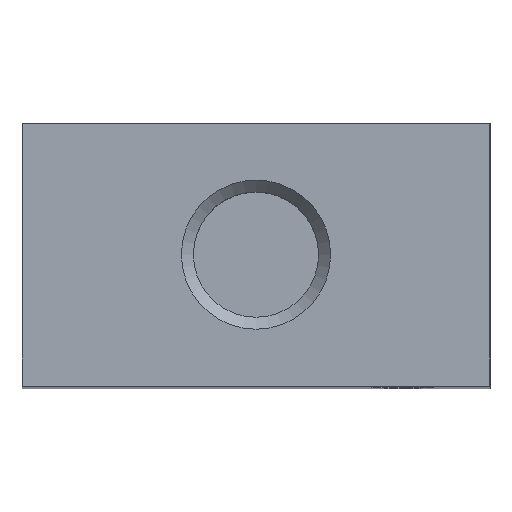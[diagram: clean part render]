
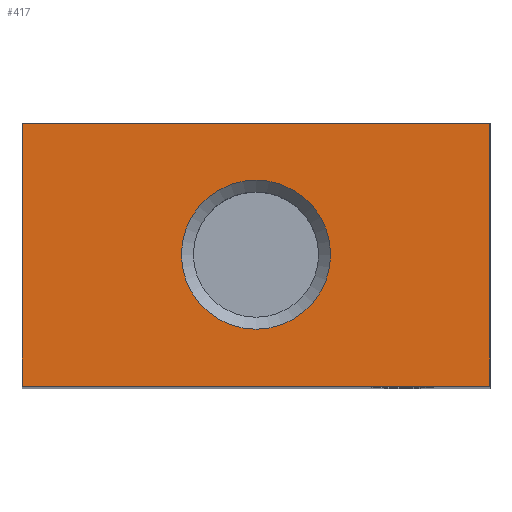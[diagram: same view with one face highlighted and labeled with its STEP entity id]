
A CAD part, top view. The second image highlights one B-rep face of the part: STEP entity #417.
In plain terms, the highlighted planar face has unit normal (0, 0, 1).
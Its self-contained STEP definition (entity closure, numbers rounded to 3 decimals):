
#70=CARTESIAN_POINT('',(5.1,0.,58.));
#71=VERTEX_POINT('',#70);
#72=CARTESIAN_POINT('',(0.,0.,58.));
#73=DIRECTION('',(0.0,0.0,-1.0));
#74=DIRECTION('',(1.0,0.0,0.0));
#75=AXIS2_PLACEMENT_3D('',#72,#73,#74);
#76=CIRCLE('',#75,5.1);
#77=EDGE_CURVE('',#71,#71,#76,.T.);
#284=CARTESIAN_POINT('',(15.99,8.99,58.));
#285=VERTEX_POINT('',#284);
#286=CARTESIAN_POINT('',(15.99,-8.99,58.));
#287=VERTEX_POINT('',#286);
#288=CARTESIAN_POINT('',(15.99,8.99,58.));
#289=DIRECTION('',(0.0,-1.0,0.0));
#290=VECTOR('',#289,17.98);
#291=LINE('',#288,#290);
#292=EDGE_CURVE('',#285,#287,#291,.T.);
#324=CARTESIAN_POINT('',(-15.99,-8.99,58.));
#325=VERTEX_POINT('',#324);
#326=CARTESIAN_POINT('',(15.99,-8.99,58.));
#327=DIRECTION('',(-1.0,0.0,0.0));
#328=VECTOR('',#327,31.98);
#329=LINE('',#326,#328);
#330=EDGE_CURVE('',#287,#325,#329,.T.);
#355=CARTESIAN_POINT('',(-15.99,8.99,58.));
#356=VERTEX_POINT('',#355);
#357=CARTESIAN_POINT('',(-15.99,-8.99,58.));
#358=DIRECTION('',(0.0,1.0,0.0));
#359=VECTOR('',#358,17.98);
#360=LINE('',#357,#359);
#361=EDGE_CURVE('',#325,#356,#360,.T.);
#386=CARTESIAN_POINT('',(-15.99,8.99,58.));
#387=DIRECTION('',(1.0,0.0,0.0));
#388=VECTOR('',#387,31.98);
#389=LINE('',#386,#388);
#390=EDGE_CURVE('',#356,#285,#389,.T.);
#403=CARTESIAN_POINT('',(0.,0.,58.));
#404=DIRECTION('',(0.0,0.0,1.0));
#405=DIRECTION('',(1.0,0.0,0.0));
#406=AXIS2_PLACEMENT_3D('',#403,#404,#405);
#407=PLANE('',#406);
#408=ORIENTED_EDGE('',*,*,#292,.F.);
#409=ORIENTED_EDGE('',*,*,#390,.F.);
#410=ORIENTED_EDGE('',*,*,#361,.F.);
#411=ORIENTED_EDGE('',*,*,#330,.F.);
#412=EDGE_LOOP('',(#408,#409,#410,#411));
#413=FACE_OUTER_BOUND('',#412,.T.);
#414=ORIENTED_EDGE('',*,*,#77,.T.);
#415=EDGE_LOOP('',(#414));
#416=FACE_BOUND('',#415,.T.);
#417=ADVANCED_FACE('',(#413,#416),#407,.T.);
